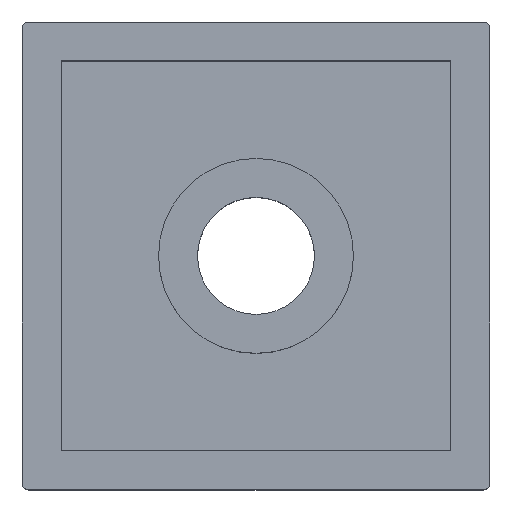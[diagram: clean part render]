
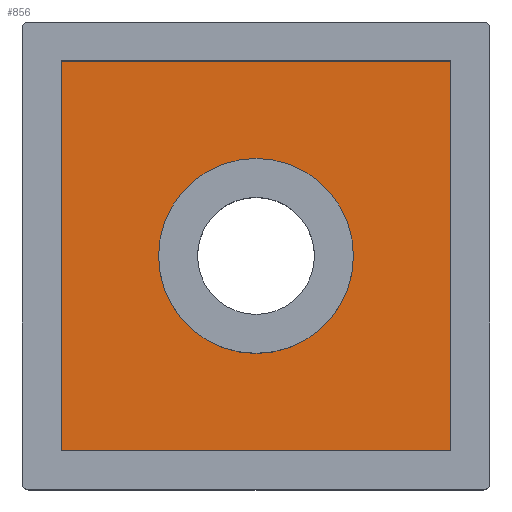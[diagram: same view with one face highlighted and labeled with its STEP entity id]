
A CAD part, top view. The second image highlights one B-rep face of the part: STEP entity #856.
In plain terms, the highlighted planar face has unit normal (0, 0, 1).
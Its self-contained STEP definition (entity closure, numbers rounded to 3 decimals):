
#80 = CARTESIAN_POINT ( 'NONE',  ( -15., 18., 3. ) ) ;
#88 = DIRECTION ( 'NONE',  ( 0., -1., 0. ) ) ;
#108 = DIRECTION ( 'NONE',  ( 1., 0., 0. ) ) ;
#109 = CARTESIAN_POINT ( 'NONE',  ( 18., -15., 3. ) ) ;
#199 = AXIS2_PLACEMENT_3D ( 'NONE', #1141, #1142, #1143 ) ;
#202 = AXIS2_PLACEMENT_3D ( 'NONE', #1079, #1080, #1081 ) ;
#272 = VECTOR ( 'NONE', #88, 1000. ) ;
#274 = LINE ( 'NONE', #80, #272 ) ;
#292 = VECTOR ( 'NONE', #108, 1000. ) ;
#297 = LINE ( 'NONE', #109, #292 ) ;
#340 = VECTOR ( 'NONE', #1164, 1000. ) ;
#343 = LINE ( 'NONE', #1161, #340 ) ;
#359 = VERTEX_POINT ( 'NONE', #1263 ) ;
#361 = CIRCLE ( 'NONE', #199, 7.5 ) ;
#388 = ORIENTED_EDGE ( 'NONE', *, *, #1016, .F. ) ;
#401 = VERTEX_POINT ( 'NONE', #1296 ) ;
#403 = VERTEX_POINT ( 'NONE', #1358 ) ;
#421 = CIRCLE ( 'NONE', #202, 7.5 ) ;
#446 = ORIENTED_EDGE ( 'NONE', *, *, #1074, .T. ) ;
#451 = VECTOR ( 'NONE', #1158, 1000. ) ;
#454 = LINE ( 'NONE', #1172, #451 ) ;
#483 = ORIENTED_EDGE ( 'NONE', *, *, #1031, .F. ) ;
#494 = ORIENTED_EDGE ( 'NONE', *, *, #1062, .T. ) ;
#526 = VERTEX_POINT ( 'NONE', #1284 ) ;
#629 = VERTEX_POINT ( 'NONE', #1300 ) ;
#652 = FACE_OUTER_BOUND ( 'NONE', #735, .T. ) ;
#655 = VERTEX_POINT ( 'NONE', #1360 ) ;
#662 = FACE_BOUND ( 'NONE', #710, .T. ) ;
#673 = ORIENTED_EDGE ( 'NONE', *, *, #1004, .T. ) ;
#710 = EDGE_LOOP ( 'NONE', ( #483, #388 ) ) ;
#720 = ORIENTED_EDGE ( 'NONE', *, *, #1036, .T. ) ;
#735 = EDGE_LOOP ( 'NONE', ( #720, #673, #446, #494 ) ) ;
#856 = ADVANCED_FACE ( 'NONE', ( #652, #662 ), #1281, .F. ) ;
#964 = AXIS2_PLACEMENT_3D ( 'NONE', #1265, #1352, #1333 ) ;
#1004 = EDGE_CURVE ( 'NONE', #655, #359, #454, .T. ) ;
#1016 = EDGE_CURVE ( 'NONE', #526, #401, #421, .T. ) ;
#1031 = EDGE_CURVE ( 'NONE', #401, #526, #361, .T. ) ;
#1036 = EDGE_CURVE ( 'NONE', #629, #655, #343, .T. ) ;
#1062 = EDGE_CURVE ( 'NONE', #403, #629, #297, .T. ) ;
#1074 = EDGE_CURVE ( 'NONE', #359, #403, #274, .T. ) ;
#1079 = CARTESIAN_POINT ( 'NONE',  ( 0., 0., 3. ) ) ;
#1080 = DIRECTION ( 'NONE',  ( 0., 0., 1. ) ) ;
#1081 = DIRECTION ( 'NONE',  ( -1., 0., 0. ) ) ;
#1141 = CARTESIAN_POINT ( 'NONE',  ( 0., 0., 3. ) ) ;
#1142 = DIRECTION ( 'NONE',  ( 0., 0., 1. ) ) ;
#1143 = DIRECTION ( 'NONE',  ( -1., 0., 0. ) ) ;
#1158 = DIRECTION ( 'NONE',  ( -1., 0., 0. ) ) ;
#1161 = CARTESIAN_POINT ( 'NONE',  ( 15., 18., 3. ) ) ;
#1164 = DIRECTION ( 'NONE',  ( 0., 1., 0. ) ) ;
#1172 = CARTESIAN_POINT ( 'NONE',  ( 18., 15., 3. ) ) ;
#1263 = CARTESIAN_POINT ( 'NONE',  ( -15., 15., 3. ) ) ;
#1265 = CARTESIAN_POINT ( 'NONE',  ( 18., 18., 3. ) ) ;
#1281 = PLANE ( 'NONE',  #964 ) ;
#1284 = CARTESIAN_POINT ( 'NONE',  ( 7.5, 0., 3. ) ) ;
#1296 = CARTESIAN_POINT ( 'NONE',  ( -7.5, 0., 3. ) ) ;
#1300 = CARTESIAN_POINT ( 'NONE',  ( 15., -15., 3. ) ) ;
#1333 = DIRECTION ( 'NONE',  ( -1., 0., 0. ) ) ;
#1352 = DIRECTION ( 'NONE',  ( 0., 0., -1. ) ) ;
#1358 = CARTESIAN_POINT ( 'NONE',  ( -15., -15., 3. ) ) ;
#1360 = CARTESIAN_POINT ( 'NONE',  ( 15., 15., 3. ) ) ;
